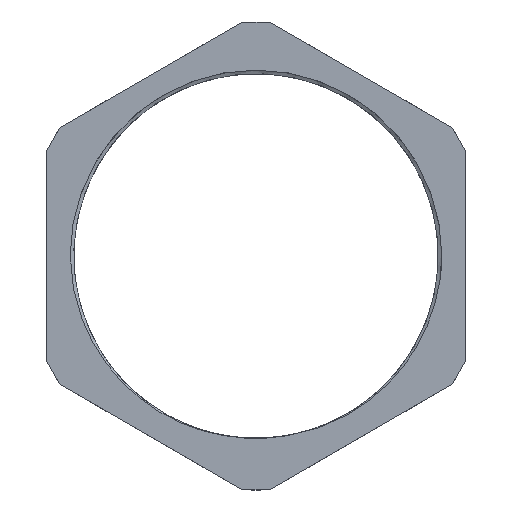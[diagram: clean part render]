
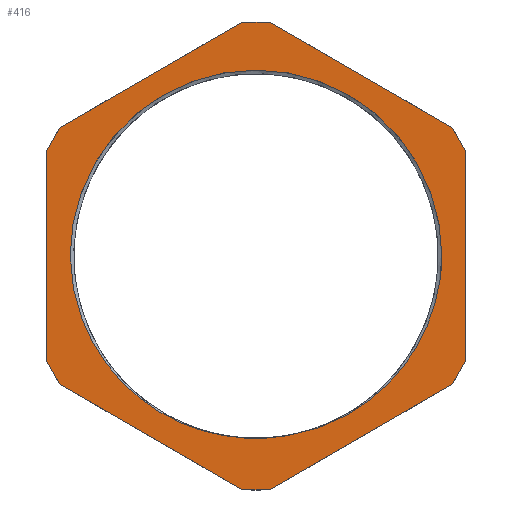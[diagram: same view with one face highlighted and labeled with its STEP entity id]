
A CAD part, top view. The second image highlights one B-rep face of the part: STEP entity #416.
In plain terms, the highlighted planar face has unit normal (0, 0, 1).
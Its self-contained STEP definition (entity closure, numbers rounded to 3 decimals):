
#16=FACE_BOUND('',#164,.T.);
#35=LINE('',#1413,#59);
#38=LINE('',#1427,#62);
#40=LINE('',#1433,#64);
#42=LINE('',#1445,#66);
#44=LINE('',#1451,#68);
#46=LINE('',#1463,#70);
#48=LINE('',#1469,#72);
#50=LINE('',#1482,#74);
#53=LINE('',#1495,#77);
#54=LINE('',#1500,#78);
#57=LINE('',#1513,#81);
#58=LINE('',#1516,#82);
#59=VECTOR('',#479,10.);
#62=VECTOR('',#484,10.);
#64=VECTOR('',#490,10.);
#66=VECTOR('',#494,10.);
#68=VECTOR('',#500,10.);
#70=VECTOR('',#504,10.);
#72=VECTOR('',#510,10.);
#74=VECTOR('',#514,10.);
#77=VECTOR('',#519,10.);
#78=VECTOR('',#524,10.);
#81=VECTOR('',#529,10.);
#82=VECTOR('',#534,10.);
#96=PLANE('',#462);
#98=CIRCLE('',#427,41.4);
#100=CIRCLE('',#430,42.161);
#138=FACE_OUTER_BOUND('',#163,.T.);
#163=EDGE_LOOP('',(#375,#376,#377,#378,#379,#380,#381,#382,#383,#384,#385,
#386));
#164=EDGE_LOOP('',(#387,#388,#389,#390));
#167=B_SPLINE_CURVE_WITH_KNOTS('',3,(#866,#867,#868,#869,#870,#871,#872,
#873,#874,#875,#876,#877,#878),.UNSPECIFIED.,.F.,.F.,(4,3,3,3,4),(-5.858,
-4.13,-2.071,-0.437,0.),
 .UNSPECIFIED.);
#172=B_SPLINE_CURVE_WITH_KNOTS('',3,(#1394,#1395,#1396,#1397,#1398,#1399,
#1400,#1401,#1402,#1403,#1404,#1405,#1406),.UNSPECIFIED.,.F.,.F.,(4,3,3,
3,4),(-5.856,-4.106,-2.047,-0.413,
0.),.UNSPECIFIED.);
#175=VERTEX_POINT('',#809);
#176=VERTEX_POINT('',#865);
#178=VERTEX_POINT('',#937);
#180=VERTEX_POINT('',#1236);
#181=VERTEX_POINT('',#1411);
#182=VERTEX_POINT('',#1412);
#186=VERTEX_POINT('',#1426);
#188=VERTEX_POINT('',#1432);
#191=VERTEX_POINT('',#1444);
#193=VERTEX_POINT('',#1450);
#196=VERTEX_POINT('',#1462);
#198=VERTEX_POINT('',#1468);
#201=VERTEX_POINT('',#1480);
#202=VERTEX_POINT('',#1481);
#206=VERTEX_POINT('',#1498);
#207=VERTEX_POINT('',#1499);
#213=EDGE_CURVE('',#175,#176,#167,.T.);
#217=EDGE_CURVE('',#178,#175,#98,.T.);
#220=EDGE_CURVE('',#180,#178,#172,.T.);
#222=EDGE_CURVE('',#180,#176,#100,.T.);
#223=EDGE_CURVE('',#181,#182,#35,.T.);
#228=EDGE_CURVE('',#182,#186,#38,.T.);
#231=EDGE_CURVE('',#186,#188,#40,.T.);
#235=EDGE_CURVE('',#188,#191,#42,.T.);
#238=EDGE_CURVE('',#191,#193,#44,.T.);
#242=EDGE_CURVE('',#193,#196,#46,.T.);
#245=EDGE_CURVE('',#196,#198,#48,.T.);
#249=EDGE_CURVE('',#201,#202,#50,.T.);
#254=EDGE_CURVE('',#202,#181,#53,.T.);
#256=EDGE_CURVE('',#206,#207,#54,.T.);
#261=EDGE_CURVE('',#198,#206,#57,.T.);
#263=EDGE_CURVE('',#207,#201,#58,.T.);
#375=ORIENTED_EDGE('',*,*,#261,.T.);
#376=ORIENTED_EDGE('',*,*,#256,.T.);
#377=ORIENTED_EDGE('',*,*,#263,.T.);
#378=ORIENTED_EDGE('',*,*,#249,.T.);
#379=ORIENTED_EDGE('',*,*,#254,.T.);
#380=ORIENTED_EDGE('',*,*,#223,.T.);
#381=ORIENTED_EDGE('',*,*,#228,.T.);
#382=ORIENTED_EDGE('',*,*,#231,.T.);
#383=ORIENTED_EDGE('',*,*,#235,.T.);
#384=ORIENTED_EDGE('',*,*,#238,.T.);
#385=ORIENTED_EDGE('',*,*,#242,.T.);
#386=ORIENTED_EDGE('',*,*,#245,.T.);
#387=ORIENTED_EDGE('',*,*,#222,.T.);
#388=ORIENTED_EDGE('',*,*,#213,.F.);
#389=ORIENTED_EDGE('',*,*,#217,.F.);
#390=ORIENTED_EDGE('',*,*,#220,.F.);
#416=ADVANCED_FACE('',(#138,#16),#96,.T.);
#427=AXIS2_PLACEMENT_3D('',#993,#469,#470);
#430=AXIS2_PLACEMENT_3D('',#1409,#475,#476);
#462=AXIS2_PLACEMENT_3D('',#1531,#563,#564);
#469=DIRECTION('center_axis',(0.,0.,1.));
#470=DIRECTION('ref_axis',(-1.,0.,0.));
#475=DIRECTION('center_axis',(0.,0.,-1.));
#476=DIRECTION('ref_axis',(-1.,0.,0.));
#479=DIRECTION('',(0.866,0.5,0.));
#484=DIRECTION('',(0.5,0.866,0.));
#490=DIRECTION('',(0.,1.,0.));
#494=DIRECTION('',(-0.5,0.866,0.));
#500=DIRECTION('',(-0.866,0.5,0.));
#504=DIRECTION('',(-1.,0.,0.));
#510=DIRECTION('',(-0.866,-0.5,0.));
#514=DIRECTION('',(0.866,-0.5,0.));
#519=DIRECTION('',(1.,0.,0.));
#524=DIRECTION('',(0.,-1.,0.));
#529=DIRECTION('',(-0.5,-0.866,0.));
#534=DIRECTION('',(0.5,-0.866,0.));
#563=DIRECTION('center_axis',(0.,0.,1.));
#564=DIRECTION('ref_axis',(1.,0.,0.));
#809=CARTESIAN_POINT('',(7.118,-40.784,8.));
#865=CARTESIAN_POINT('',(42.161,0.,8.));
#866=CARTESIAN_POINT('Ctrl Pts',(7.117,-40.785,8.));
#867=CARTESIAN_POINT('Ctrl Pts',(12.801,-39.865,8.));
#868=CARTESIAN_POINT('Ctrl Pts',(18.279,-37.758,8.));
#869=CARTESIAN_POINT('Ctrl Pts',(23.098,-34.634,8.));
#870=CARTESIAN_POINT('Ctrl Pts',(28.837,-30.914,8.));
#871=CARTESIAN_POINT('Ctrl Pts',(33.64,-25.749,8.));
#872=CARTESIAN_POINT('Ctrl Pts',(36.941,-19.766,8.));
#873=CARTESIAN_POINT('Ctrl Pts',(39.562,-15.016,8.));
#874=CARTESIAN_POINT('Ctrl Pts',(41.242,-9.739,8.));
#875=CARTESIAN_POINT('Ctrl Pts',(41.877,-4.348,8.));
#876=CARTESIAN_POINT('Ctrl Pts',(42.047,-2.907,8.));
#877=CARTESIAN_POINT('Ctrl Pts',(42.142,-1.456,8.));
#878=CARTESIAN_POINT('Ctrl Pts',(42.161,0.,8.));
#937=CARTESIAN_POINT('',(-7.118,-40.784,8.));
#993=CARTESIAN_POINT('Origin',(0.,0.,8.));
#1236=CARTESIAN_POINT('',(-42.161,0.,8.));
#1394=CARTESIAN_POINT('Ctrl Pts',(-42.163,0.001,
8.));
#1395=CARTESIAN_POINT('Ctrl Pts',(-42.082,-5.832,8.));
#1396=CARTESIAN_POINT('Ctrl Pts',(-40.788,-11.633,8.));
#1397=CARTESIAN_POINT('Ctrl Pts',(-38.372,-16.924,8.));
#1398=CARTESIAN_POINT('Ctrl Pts',(-35.528,-23.152,8.));
#1399=CARTESIAN_POINT('Ctrl Pts',(-31.124,-28.671,8.));
#1400=CARTESIAN_POINT('Ctrl Pts',(-25.684,-32.815,8.));
#1401=CARTESIAN_POINT('Ctrl Pts',(-21.367,-36.103,8.));
#1402=CARTESIAN_POINT('Ctrl Pts',(-16.388,-38.531,8.));
#1403=CARTESIAN_POINT('Ctrl Pts',(-11.143,-39.926,8.));
#1404=CARTESIAN_POINT('Ctrl Pts',(-9.819,-40.278,8.));
#1405=CARTESIAN_POINT('Ctrl Pts',(-8.476,-40.565,8.));
#1406=CARTESIAN_POINT('Ctrl Pts',(-7.118,-40.784,8.));
#1409=CARTESIAN_POINT('Origin',(0.,0.,8.));
#1411=CARTESIAN_POINT('',(3.04,-53.093,8.));
#1412=CARTESIAN_POINT('',(44.46,-29.179,8.));
#1413=CARTESIAN_POINT('',(45.605,-28.518,8.));
#1426=CARTESIAN_POINT('',(47.5,-23.914,8.));
#1427=CARTESIAN_POINT('',(46.74,-25.23,8.));
#1432=CARTESIAN_POINT('',(47.5,23.914,8.));
#1433=CARTESIAN_POINT('',(47.5,-1.323,8.));
#1444=CARTESIAN_POINT('',(44.46,29.179,8.));
#1445=CARTESIAN_POINT('',(56.72,7.944,8.));
#1450=CARTESIAN_POINT('',(3.04,53.093,8.));
#1451=CARTESIAN_POINT('',(36.396,33.835,8.));
#1462=CARTESIAN_POINT('',(-3.04,53.093,8.));
#1463=CARTESIAN_POINT('',(21.481,53.093,8.));
#1468=CARTESIAN_POINT('',(-44.46,29.179,8.));
#1469=CARTESIAN_POINT('',(-22.605,41.798,8.));
#1480=CARTESIAN_POINT('',(-44.46,-29.179,8.));
#1481=CARTESIAN_POINT('',(-3.04,-53.093,8.));
#1482=CARTESIAN_POINT('',(9.606,-60.394,8.));
#1495=CARTESIAN_POINT('',(24.521,-53.093,8.));
#1498=CARTESIAN_POINT('',(-47.5,23.914,8.));
#1499=CARTESIAN_POINT('',(-47.5,-23.914,8.));
#1500=CARTESIAN_POINT('',(-47.5,-25.236,8.));
#1513=CARTESIAN_POINT('',(-46.74,25.23,8.));
#1516=CARTESIAN_POINT('',(-33.72,-47.782,8.));
#1531=CARTESIAN_POINT('Origin',(46.001,-26.559,8.));
